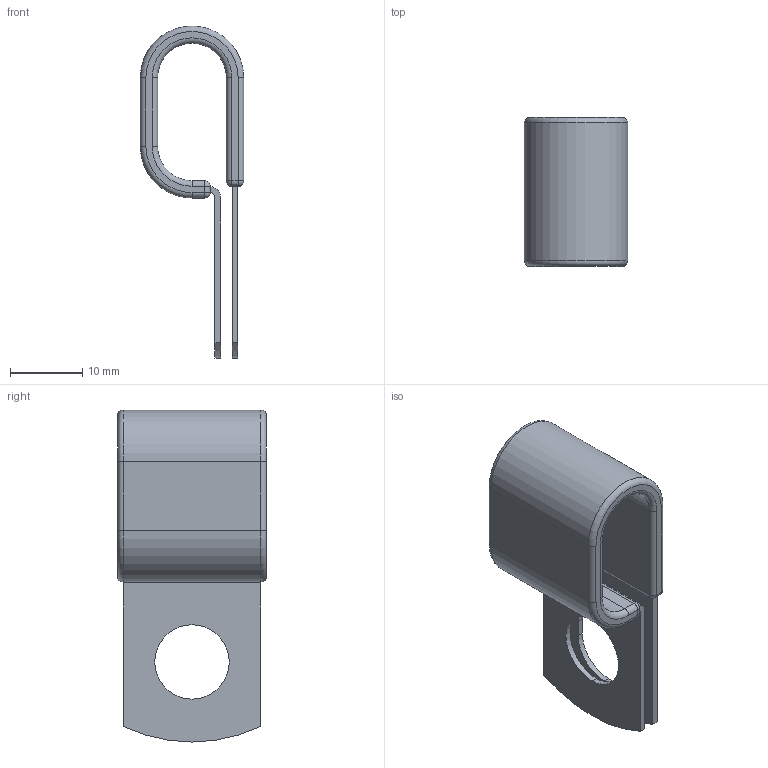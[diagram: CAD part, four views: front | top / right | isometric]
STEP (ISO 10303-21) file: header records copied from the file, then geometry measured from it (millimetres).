
FILE_DESCRIPTION (( 'STEP AP214' ), '1' );
FILE_NAME ('CDV0613Z1.step', '2018-11-01T13:25:14', ( 'User' ), ( 'Microsoft' ), 'SwSTEP 2.0', 'SolidWorks 2018', '' );
FILE_SCHEMA (( 'AUTOMOTIVE_DESIGN' ));
Length unit declared in the file: inch
Products named in the file (1): CDV0613Z1
Bounding box: 14.33 x 20.64 x 46.02 mm (x, y, z)
Volume: 3258.8 mm3; surface area: 4054.6 mm2
Topology: 1 solids, 1 shells, 72 faces, 170 edges, 94 vertices
Faces by surface type: cylinder 33, plane 23, torus 8, sphere 8
Entity records: 2723 total; most frequent: DIRECTION 384, CARTESIAN_POINT 329, ORIENTED_EDGE 324, EDGE_CURVE 162, AXIS2_PLACEMENT_3D 149, VERTEX_POINT 94, LINE 86, VECTOR 86
